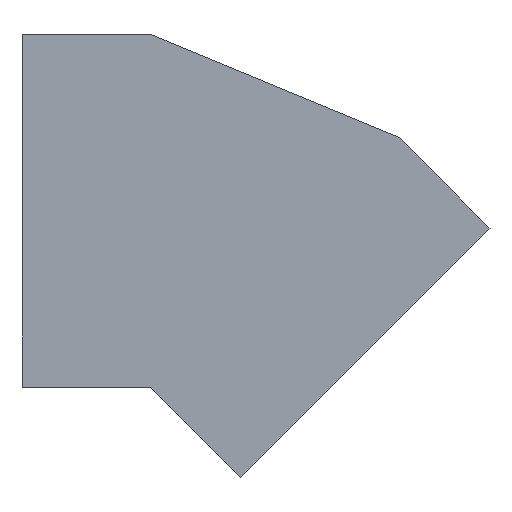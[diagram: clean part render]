
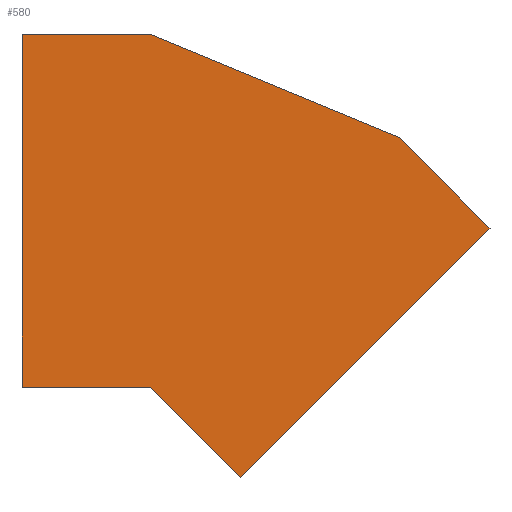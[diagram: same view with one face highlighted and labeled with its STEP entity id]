
A CAD part, top view. The second image highlights one B-rep face of the part: STEP entity #580.
In plain terms, the highlighted planar face has unit normal (0, 0, 1).
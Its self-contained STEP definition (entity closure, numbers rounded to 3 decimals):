
#35 = VERTEX_POINT('',#36);
#36 = CARTESIAN_POINT('',(130.048,-97.536,1.6));
#43 = PLANE('',#44);
#44 = AXIS2_PLACEMENT_3D('',#45,#46,#47);
#45 = CARTESIAN_POINT('',(130.048,-97.536,0.));
#46 = DIRECTION('',(0.,-1.,0.));
#47 = DIRECTION('',(-1.,0.,0.));
#55 = PLANE('',#56);
#56 = AXIS2_PLACEMENT_3D('',#57,#58,#59);
#57 = CARTESIAN_POINT('',(144.897,-103.687,0.));
#58 = DIRECTION('',(-0.383,-0.924,0.));
#59 = DIRECTION('',(-0.924,0.383,0.));
#67 = EDGE_CURVE('',#35,#68,#70,.T.);
#68 = VERTEX_POINT('',#69);
#69 = CARTESIAN_POINT('',(122.428,-97.536,1.6));
#70 = SURFACE_CURVE('',#71,(#75,#82),.PCURVE_S1.);
#71 = LINE('',#72,#73);
#72 = CARTESIAN_POINT('',(130.048,-97.536,1.6));
#73 = VECTOR('',#74,1.);
#74 = DIRECTION('',(-1.,0.,0.));
#75 = PCURVE('',#43,#76);
#76 = DEFINITIONAL_REPRESENTATION('',(#77),#81);
#77 = LINE('',#78,#79);
#78 = CARTESIAN_POINT('',(0.,-1.6));
#79 = VECTOR('',#80,1.);
#80 = DIRECTION('',(1.,0.));
#81 = ( GEOMETRIC_REPRESENTATION_CONTEXT(2) 
PARAMETRIC_REPRESENTATION_CONTEXT() REPRESENTATION_CONTEXT('2D SPACE',''
  ) );
#82 = PCURVE('',#83,#88);
#83 = PLANE('',#84);
#84 = AXIS2_PLACEMENT_3D('',#85,#86,#87);
#85 = CARTESIAN_POINT('',(133.713,-109.688,1.6));
#86 = DIRECTION('',(0.,0.,1.));
#87 = DIRECTION('',(1.,0.,-0.));
#88 = DEFINITIONAL_REPRESENTATION('',(#89),#93);
#89 = LINE('',#90,#91);
#90 = CARTESIAN_POINT('',(-3.665,12.152));
#91 = VECTOR('',#92,1.);
#92 = DIRECTION('',(-1.,0.));
#93 = ( GEOMETRIC_REPRESENTATION_CONTEXT(2) 
PARAMETRIC_REPRESENTATION_CONTEXT() REPRESENTATION_CONTEXT('2D SPACE',''
  ) );
#111 = PLANE('',#112);
#112 = AXIS2_PLACEMENT_3D('',#113,#114,#115);
#113 = CARTESIAN_POINT('',(122.428,-97.536,0.));
#114 = DIRECTION('',(1.,0.,-0.));
#115 = DIRECTION('',(0.,-1.,0.));
#153 = EDGE_CURVE('',#68,#154,#156,.T.);
#154 = VERTEX_POINT('',#155);
#155 = CARTESIAN_POINT('',(122.428,-118.536,1.6));
#156 = SURFACE_CURVE('',#157,(#161,#168),.PCURVE_S1.);
#157 = LINE('',#158,#159);
#158 = CARTESIAN_POINT('',(122.428,-97.536,1.6));
#159 = VECTOR('',#160,1.);
#160 = DIRECTION('',(0.,-1.,0.));
#161 = PCURVE('',#111,#162);
#162 = DEFINITIONAL_REPRESENTATION('',(#163),#167);
#163 = LINE('',#164,#165);
#164 = CARTESIAN_POINT('',(0.,-1.6));
#165 = VECTOR('',#166,1.);
#166 = DIRECTION('',(1.,0.));
#167 = ( GEOMETRIC_REPRESENTATION_CONTEXT(2) 
PARAMETRIC_REPRESENTATION_CONTEXT() REPRESENTATION_CONTEXT('2D SPACE',''
  ) );
#168 = PCURVE('',#83,#169);
#169 = DEFINITIONAL_REPRESENTATION('',(#170),#174);
#170 = LINE('',#171,#172);
#171 = CARTESIAN_POINT('',(-11.285,12.152));
#172 = VECTOR('',#173,1.);
#173 = DIRECTION('',(0.,-1.));
#174 = ( GEOMETRIC_REPRESENTATION_CONTEXT(2) 
PARAMETRIC_REPRESENTATION_CONTEXT() REPRESENTATION_CONTEXT('2D SPACE',''
  ) );
#192 = PLANE('',#193);
#193 = AXIS2_PLACEMENT_3D('',#194,#195,#196);
#194 = CARTESIAN_POINT('',(122.428,-118.536,0.));
#195 = DIRECTION('',(0.,1.,0.));
#196 = DIRECTION('',(1.,0.,0.));
#229 = EDGE_CURVE('',#154,#230,#232,.T.);
#230 = VERTEX_POINT('',#231);
#231 = CARTESIAN_POINT('',(130.048,-118.536,1.6));
#232 = SURFACE_CURVE('',#233,(#237,#244),.PCURVE_S1.);
#233 = LINE('',#234,#235);
#234 = CARTESIAN_POINT('',(122.428,-118.536,1.6));
#235 = VECTOR('',#236,1.);
#236 = DIRECTION('',(1.,0.,0.));
#237 = PCURVE('',#192,#238);
#238 = DEFINITIONAL_REPRESENTATION('',(#239),#243);
#239 = LINE('',#240,#241);
#240 = CARTESIAN_POINT('',(0.,-1.6));
#241 = VECTOR('',#242,1.);
#242 = DIRECTION('',(1.,0.));
#243 = ( GEOMETRIC_REPRESENTATION_CONTEXT(2) 
PARAMETRIC_REPRESENTATION_CONTEXT() REPRESENTATION_CONTEXT('2D SPACE',''
  ) );
#244 = PCURVE('',#83,#245);
#245 = DEFINITIONAL_REPRESENTATION('',(#246),#250);
#246 = LINE('',#247,#248);
#247 = CARTESIAN_POINT('',(-11.285,-8.848));
#248 = VECTOR('',#249,1.);
#249 = DIRECTION('',(1.,0.));
#250 = ( GEOMETRIC_REPRESENTATION_CONTEXT(2) 
PARAMETRIC_REPRESENTATION_CONTEXT() REPRESENTATION_CONTEXT('2D SPACE',''
  ) );
#268 = PLANE('',#269);
#269 = AXIS2_PLACEMENT_3D('',#270,#271,#272);
#270 = CARTESIAN_POINT('',(130.048,-118.536,0.));
#271 = DIRECTION('',(0.707,0.707,-0.));
#272 = DIRECTION('',(0.707,-0.707,0.));
#305 = EDGE_CURVE('',#230,#306,#308,.T.);
#306 = VERTEX_POINT('',#307);
#307 = CARTESIAN_POINT('',(135.436,-123.924,1.6));
#308 = SURFACE_CURVE('',#309,(#313,#320),.PCURVE_S1.);
#309 = LINE('',#310,#311);
#310 = CARTESIAN_POINT('',(130.048,-118.536,1.6));
#311 = VECTOR('',#312,1.);
#312 = DIRECTION('',(0.707,-0.707,0.));
#313 = PCURVE('',#268,#314);
#314 = DEFINITIONAL_REPRESENTATION('',(#315),#319);
#315 = LINE('',#316,#317);
#316 = CARTESIAN_POINT('',(0.,-1.6));
#317 = VECTOR('',#318,1.);
#318 = DIRECTION('',(1.,0.));
#319 = ( GEOMETRIC_REPRESENTATION_CONTEXT(2) 
PARAMETRIC_REPRESENTATION_CONTEXT() REPRESENTATION_CONTEXT('2D SPACE',''
  ) );
#320 = PCURVE('',#83,#321);
#321 = DEFINITIONAL_REPRESENTATION('',(#322),#326);
#322 = LINE('',#323,#324);
#323 = CARTESIAN_POINT('',(-3.665,-8.848));
#324 = VECTOR('',#325,1.);
#325 = DIRECTION('',(0.707,-0.707));
#326 = ( GEOMETRIC_REPRESENTATION_CONTEXT(2) 
PARAMETRIC_REPRESENTATION_CONTEXT() REPRESENTATION_CONTEXT('2D SPACE',''
  ) );
#344 = PLANE('',#345);
#345 = AXIS2_PLACEMENT_3D('',#346,#347,#348);
#346 = CARTESIAN_POINT('',(135.436,-123.924,0.));
#347 = DIRECTION('',(-0.707,0.707,0.));
#348 = DIRECTION('',(0.707,0.707,0.));
#381 = EDGE_CURVE('',#306,#382,#384,.T.);
#382 = VERTEX_POINT('',#383);
#383 = CARTESIAN_POINT('',(150.285,-109.075,1.6));
#384 = SURFACE_CURVE('',#385,(#389,#396),.PCURVE_S1.);
#385 = LINE('',#386,#387);
#386 = CARTESIAN_POINT('',(135.436,-123.924,1.6));
#387 = VECTOR('',#388,1.);
#388 = DIRECTION('',(0.707,0.707,0.));
#389 = PCURVE('',#344,#390);
#390 = DEFINITIONAL_REPRESENTATION('',(#391),#395);
#391 = LINE('',#392,#393);
#392 = CARTESIAN_POINT('',(0.,-1.6));
#393 = VECTOR('',#394,1.);
#394 = DIRECTION('',(1.,0.));
#395 = ( GEOMETRIC_REPRESENTATION_CONTEXT(2) 
PARAMETRIC_REPRESENTATION_CONTEXT() REPRESENTATION_CONTEXT('2D SPACE',''
  ) );
#396 = PCURVE('',#83,#397);
#397 = DEFINITIONAL_REPRESENTATION('',(#398),#402);
#398 = LINE('',#399,#400);
#399 = CARTESIAN_POINT('',(1.723,-14.236));
#400 = VECTOR('',#401,1.);
#401 = DIRECTION('',(0.707,0.707));
#402 = ( GEOMETRIC_REPRESENTATION_CONTEXT(2) 
PARAMETRIC_REPRESENTATION_CONTEXT() REPRESENTATION_CONTEXT('2D SPACE',''
  ) );
#420 = PLANE('',#421);
#421 = AXIS2_PLACEMENT_3D('',#422,#423,#424);
#422 = CARTESIAN_POINT('',(150.285,-109.075,0.));
#423 = DIRECTION('',(-0.707,-0.707,0.));
#424 = DIRECTION('',(-0.707,0.707,0.));
#457 = EDGE_CURVE('',#382,#458,#460,.T.);
#458 = VERTEX_POINT('',#459);
#459 = CARTESIAN_POINT('',(144.897,-103.687,1.6));
#460 = SURFACE_CURVE('',#461,(#465,#472),.PCURVE_S1.);
#461 = LINE('',#462,#463);
#462 = CARTESIAN_POINT('',(150.285,-109.075,1.6));
#463 = VECTOR('',#464,1.);
#464 = DIRECTION('',(-0.707,0.707,0.));
#465 = PCURVE('',#420,#466);
#466 = DEFINITIONAL_REPRESENTATION('',(#467),#471);
#467 = LINE('',#468,#469);
#468 = CARTESIAN_POINT('',(0.,-1.6));
#469 = VECTOR('',#470,1.);
#470 = DIRECTION('',(1.,0.));
#471 = ( GEOMETRIC_REPRESENTATION_CONTEXT(2) 
PARAMETRIC_REPRESENTATION_CONTEXT() REPRESENTATION_CONTEXT('2D SPACE',''
  ) );
#472 = PCURVE('',#83,#473);
#473 = DEFINITIONAL_REPRESENTATION('',(#474),#478);
#474 = LINE('',#475,#476);
#475 = CARTESIAN_POINT('',(16.573,0.614));
#476 = VECTOR('',#477,1.);
#477 = DIRECTION('',(-0.707,0.707));
#478 = ( GEOMETRIC_REPRESENTATION_CONTEXT(2) 
PARAMETRIC_REPRESENTATION_CONTEXT() REPRESENTATION_CONTEXT('2D SPACE',''
  ) );
#528 = EDGE_CURVE('',#458,#35,#529,.T.);
#529 = SURFACE_CURVE('',#530,(#534,#541),.PCURVE_S1.);
#530 = LINE('',#531,#532);
#531 = CARTESIAN_POINT('',(144.897,-103.687,1.6));
#532 = VECTOR('',#533,1.);
#533 = DIRECTION('',(-0.924,0.383,0.));
#534 = PCURVE('',#55,#535);
#535 = DEFINITIONAL_REPRESENTATION('',(#536),#540);
#536 = LINE('',#537,#538);
#537 = CARTESIAN_POINT('',(0.,-1.6));
#538 = VECTOR('',#539,1.);
#539 = DIRECTION('',(1.,0.));
#540 = ( GEOMETRIC_REPRESENTATION_CONTEXT(2) 
PARAMETRIC_REPRESENTATION_CONTEXT() REPRESENTATION_CONTEXT('2D SPACE',''
  ) );
#541 = PCURVE('',#83,#542);
#542 = DEFINITIONAL_REPRESENTATION('',(#543),#547);
#543 = LINE('',#544,#545);
#544 = CARTESIAN_POINT('',(11.184,6.002));
#545 = VECTOR('',#546,1.);
#546 = DIRECTION('',(-0.924,0.383));
#547 = ( GEOMETRIC_REPRESENTATION_CONTEXT(2) 
PARAMETRIC_REPRESENTATION_CONTEXT() REPRESENTATION_CONTEXT('2D SPACE',''
  ) );
#580 = ADVANCED_FACE('',(#581),#83,.T.);
#581 = FACE_BOUND('',#582,.T.);
#582 = EDGE_LOOP('',(#583,#584,#585,#586,#587,#588,#589));
#583 = ORIENTED_EDGE('',*,*,#67,.T.);
#584 = ORIENTED_EDGE('',*,*,#153,.T.);
#585 = ORIENTED_EDGE('',*,*,#229,.T.);
#586 = ORIENTED_EDGE('',*,*,#305,.T.);
#587 = ORIENTED_EDGE('',*,*,#381,.T.);
#588 = ORIENTED_EDGE('',*,*,#457,.T.);
#589 = ORIENTED_EDGE('',*,*,#528,.T.);
